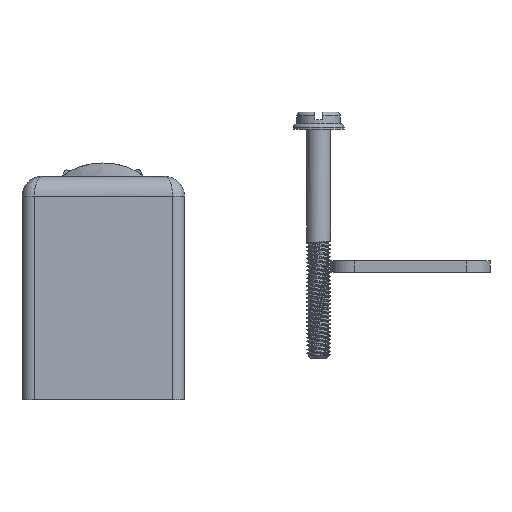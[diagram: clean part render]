
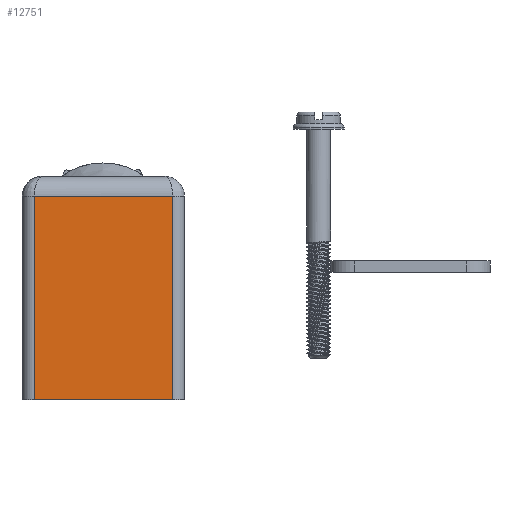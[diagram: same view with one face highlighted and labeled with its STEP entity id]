
A CAD part, left-side view. The second image highlights one B-rep face of the part: STEP entity #12751.
In plain terms, the highlighted planar face has unit normal (-1, -0.003, 0).
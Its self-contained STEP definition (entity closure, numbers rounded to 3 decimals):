
#835=PLANE('',#13597);
#1469=FACE_OUTER_BOUND('',#2251,.T.);
#2251=EDGE_LOOP('',(#10875,#10876,#10877,#10878));
#3363=LINE('',#21013,#4633);
#3378=LINE('',#21063,#4648);
#3379=LINE('',#21067,#4649);
#3380=LINE('',#21068,#4650);
#4633=VECTOR('',#15922,17.5);
#4648=VECTOR('',#15957,25.8);
#4649=VECTOR('',#15962,25.8);
#4650=VECTOR('',#15963,17.5);
#6218=VERTEX_POINT('',#20930);
#6225=VERTEX_POINT('',#21006);
#6239=VERTEX_POINT('',#21062);
#6240=VERTEX_POINT('',#21066);
#7846=EDGE_CURVE('',#6225,#6218,#3363,.T.);
#7867=EDGE_CURVE('',#6239,#6218,#3378,.T.);
#7869=EDGE_CURVE('',#6240,#6225,#3379,.T.);
#7870=EDGE_CURVE('',#6239,#6240,#3380,.T.);
#10875=ORIENTED_EDGE('',*,*,#7846,.F.);
#10876=ORIENTED_EDGE('',*,*,#7869,.F.);
#10877=ORIENTED_EDGE('',*,*,#7870,.F.);
#10878=ORIENTED_EDGE('',*,*,#7867,.T.);
#12751=ADVANCED_FACE('',(#1469),#835,.T.);
#13597=AXIS2_PLACEMENT_3D('',#21065,#15960,#15961);
#15922=DIRECTION('',(0.003,-1.,0.));
#15957=DIRECTION('',(0.,0.,1.));
#15960=DIRECTION('center_axis',(-1.,-0.003,0.));
#15961=DIRECTION('ref_axis',(0.,0.,-1.));
#15962=DIRECTION('',(0.,0.,1.));
#15963=DIRECTION('',(-0.003,1.,0.));
#20930=CARTESIAN_POINT('',(-14.228,-8.786,25.65));
#21006=CARTESIAN_POINT('',(-14.272,8.714,25.65));
#21013=CARTESIAN_POINT('',(-14.272,8.714,25.65));
#21062=CARTESIAN_POINT('',(-14.228,-8.786,-0.15));
#21063=CARTESIAN_POINT('',(-14.228,-8.786,-0.15));
#21065=CARTESIAN_POINT('Origin',(-14.228,-8.786,-0.15));
#21066=CARTESIAN_POINT('',(-14.272,8.714,-0.15));
#21067=CARTESIAN_POINT('',(-14.272,8.714,-0.15));
#21068=CARTESIAN_POINT('',(-14.228,-8.786,-0.15));
